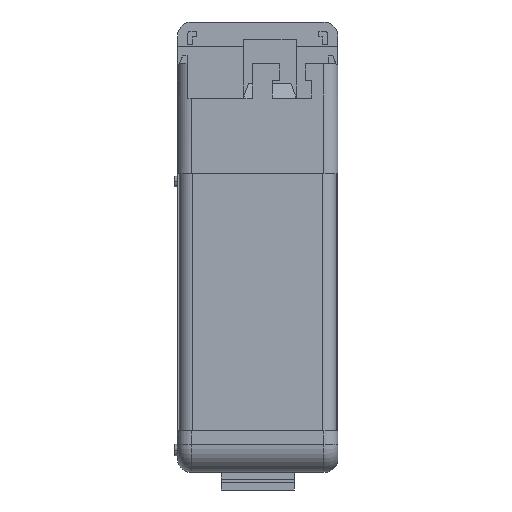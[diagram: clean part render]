
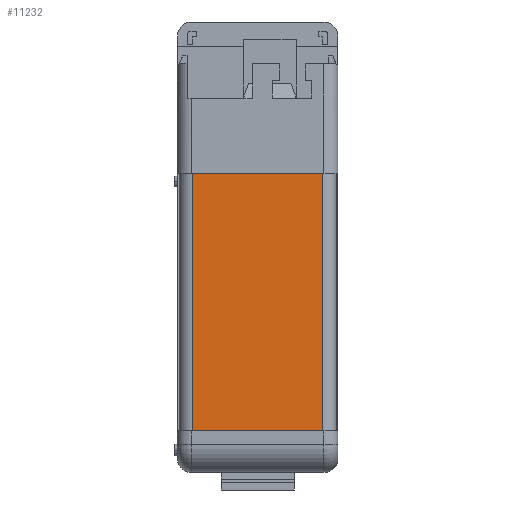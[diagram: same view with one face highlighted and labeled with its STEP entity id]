
A CAD part, front view. The second image highlights one B-rep face of the part: STEP entity #11232.
In plain terms, the highlighted planar face has unit normal (0, -1, 0).
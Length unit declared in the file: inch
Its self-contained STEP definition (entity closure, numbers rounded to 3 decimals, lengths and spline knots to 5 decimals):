
#103 = DIRECTION ( 'NONE',  ( -1., 0., 0. ) ) ;
#248 = CARTESIAN_POINT ( 'NONE',  ( 0.5775, -2.9375, -1.63 ) ) ;
#538 = VECTOR ( 'NONE', #1185, 39.37008 ) ;
#1185 = DIRECTION ( 'NONE',  ( 0., 0., -1. ) ) ;
#1537 = VERTEX_POINT ( 'NONE', #248 ) ;
#2072 = LINE ( 'NONE', #15552, #8226 ) ;
#3070 = VERTEX_POINT ( 'NONE', #5551 ) ;
#3815 = LINE ( 'NONE', #14413, #538 ) ;
#3990 = ORIENTED_EDGE ( 'NONE', *, *, #6576, .T. ) ;
#4634 = AXIS2_PLACEMENT_3D ( 'NONE', #14260, #7104, #15408 ) ;
#5160 = EDGE_CURVE ( 'NONE', #3070, #6231, #10234, .T. ) ;
#5551 = CARTESIAN_POINT ( 'NONE',  ( 0.5775, -2.9375, 0.655 ) ) ;
#5587 = ORIENTED_EDGE ( 'NONE', *, *, #14696, .F. ) ;
#6231 = VERTEX_POINT ( 'NONE', #8744 ) ;
#6576 = EDGE_CURVE ( 'NONE', #6231, #7194, #2072, .T. ) ;
#6968 = VECTOR ( 'NONE', #103, 39.37008 ) ;
#7104 = DIRECTION ( 'NONE',  ( 0., -1., 0. ) ) ;
#7194 = VERTEX_POINT ( 'NONE', #8241 ) ;
#7255 = DIRECTION ( 'NONE',  ( 0., 0., -1. ) ) ;
#7738 = ORIENTED_EDGE ( 'NONE', *, *, #12207, .F. ) ;
#7990 = CARTESIAN_POINT ( 'NONE',  ( 0.5775, -2.9375, -1.63 ) ) ;
#8226 = VECTOR ( 'NONE', #7255, 39.37008 ) ;
#8241 = CARTESIAN_POINT ( 'NONE',  ( -0.5775, -2.9375, -1.63 ) ) ;
#8658 = FACE_OUTER_BOUND ( 'NONE', #8903, .T. ) ;
#8744 = CARTESIAN_POINT ( 'NONE',  ( -0.5775, -2.9375, 0.655 ) ) ;
#8903 = EDGE_LOOP ( 'NONE', ( #7738, #5587, #12551, #3990 ) ) ;
#9199 = DIRECTION ( 'NONE',  ( -1., 0., 0. ) ) ;
#10234 = LINE ( 'NONE', #14575, #6968 ) ;
#10359 = VECTOR ( 'NONE', #9199, 39.37008 ) ;
#10748 = LINE ( 'NONE', #7990, #10359 ) ;
#11232 = ADVANCED_FACE ( 'NONE', ( #8658 ), #15358, .T. ) ;
#12207 = EDGE_CURVE ( 'NONE', #1537, #7194, #10748, .T. ) ;
#12551 = ORIENTED_EDGE ( 'NONE', *, *, #5160, .T. ) ;
#14260 = CARTESIAN_POINT ( 'NONE',  ( 0.5775, -2.9375, 0.655 ) ) ;
#14413 = CARTESIAN_POINT ( 'NONE',  ( 0.5775, -2.9375, 0.655 ) ) ;
#14575 = CARTESIAN_POINT ( 'NONE',  ( 0.5775, -2.9375, 0.655 ) ) ;
#14696 = EDGE_CURVE ( 'NONE', #3070, #1537, #3815, .T. ) ;
#15358 = PLANE ( 'NONE',  #4634 ) ;
#15408 = DIRECTION ( 'NONE',  ( 0., 0., -1. ) ) ;
#15552 = CARTESIAN_POINT ( 'NONE',  ( -0.5775, -2.9375, 0.655 ) ) ;
